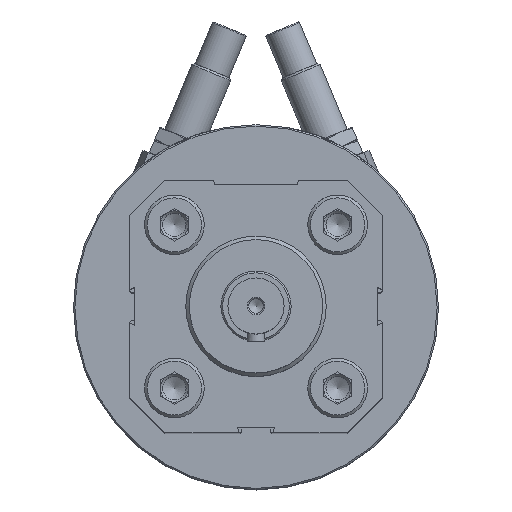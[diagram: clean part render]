
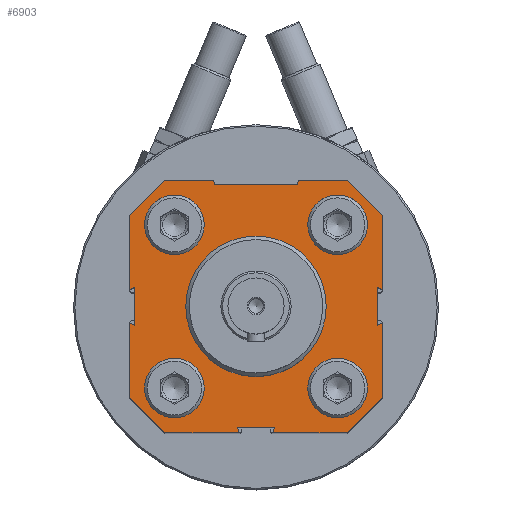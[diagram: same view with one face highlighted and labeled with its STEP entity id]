
A CAD part, top view. The second image highlights one B-rep face of the part: STEP entity #6903.
In plain terms, the highlighted face is planar.
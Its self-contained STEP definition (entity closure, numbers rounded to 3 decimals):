
#354=LINE('',#10575,#909);
#355=LINE('',#10578,#910);
#356=LINE('',#10580,#911);
#357=LINE('',#10582,#912);
#358=LINE('',#10584,#913);
#359=LINE('',#10586,#914);
#360=LINE('',#10588,#915);
#361=LINE('',#10590,#916);
#362=LINE('',#10592,#917);
#363=LINE('',#10594,#918);
#364=LINE('',#10596,#919);
#365=LINE('',#10598,#920);
#366=LINE('',#10600,#921);
#367=LINE('',#10602,#922);
#368=LINE('',#10604,#923);
#369=LINE('',#10606,#924);
#370=LINE('',#10608,#925);
#371=LINE('',#10610,#926);
#372=LINE('',#10612,#927);
#373=LINE('',#10614,#928);
#374=LINE('',#10616,#929);
#375=LINE('',#10618,#930);
#376=LINE('',#10620,#931);
#377=LINE('',#10622,#932);
#909=VECTOR('',#8326,1000.);
#910=VECTOR('',#8327,1000.);
#911=VECTOR('',#8328,1000.);
#912=VECTOR('',#8329,1000.);
#913=VECTOR('',#8330,1000.);
#914=VECTOR('',#8331,1000.);
#915=VECTOR('',#8332,1000.);
#916=VECTOR('',#8333,1000.);
#917=VECTOR('',#8334,1000.);
#918=VECTOR('',#8335,1000.);
#919=VECTOR('',#8336,1000.);
#920=VECTOR('',#8337,1000.);
#921=VECTOR('',#8338,1000.);
#922=VECTOR('',#8339,1000.);
#923=VECTOR('',#8340,1000.);
#924=VECTOR('',#8341,1000.);
#925=VECTOR('',#8342,1000.);
#926=VECTOR('',#8343,1000.);
#927=VECTOR('',#8344,1000.);
#928=VECTOR('',#8345,1000.);
#929=VECTOR('',#8346,1000.);
#930=VECTOR('',#8347,1000.);
#931=VECTOR('',#8348,1000.);
#932=VECTOR('',#8349,1000.);
#1464=ORIENTED_EDGE('',*,*,#3390,.F.);
#1465=ORIENTED_EDGE('',*,*,#3391,.F.);
#1466=ORIENTED_EDGE('',*,*,#3392,.F.);
#1467=ORIENTED_EDGE('',*,*,#3393,.F.);
#1468=ORIENTED_EDGE('',*,*,#3394,.F.);
#1469=ORIENTED_EDGE('',*,*,#3395,.F.);
#1470=ORIENTED_EDGE('',*,*,#3396,.F.);
#1471=ORIENTED_EDGE('',*,*,#3397,.F.);
#1472=ORIENTED_EDGE('',*,*,#3398,.F.);
#1473=ORIENTED_EDGE('',*,*,#3399,.F.);
#1474=ORIENTED_EDGE('',*,*,#3400,.F.);
#1475=ORIENTED_EDGE('',*,*,#3401,.F.);
#1476=ORIENTED_EDGE('',*,*,#3402,.F.);
#1477=ORIENTED_EDGE('',*,*,#3403,.F.);
#1478=ORIENTED_EDGE('',*,*,#3404,.F.);
#1479=ORIENTED_EDGE('',*,*,#3405,.F.);
#1480=ORIENTED_EDGE('',*,*,#3406,.F.);
#1481=ORIENTED_EDGE('',*,*,#3407,.F.);
#1482=ORIENTED_EDGE('',*,*,#3408,.F.);
#1483=ORIENTED_EDGE('',*,*,#3409,.F.);
#1484=ORIENTED_EDGE('',*,*,#3410,.F.);
#1485=ORIENTED_EDGE('',*,*,#3411,.F.);
#1486=ORIENTED_EDGE('',*,*,#3412,.F.);
#1487=ORIENTED_EDGE('',*,*,#3413,.F.);
#1488=ORIENTED_EDGE('',*,*,#3414,.F.);
#1489=ORIENTED_EDGE('',*,*,#3415,.F.);
#1490=ORIENTED_EDGE('',*,*,#3416,.F.);
#1491=ORIENTED_EDGE('',*,*,#3417,.F.);
#1492=ORIENTED_EDGE('',*,*,#3418,.F.);
#3390=EDGE_CURVE('',#4353,#4353,#5037,.T.);
#3391=EDGE_CURVE('',#4354,#4354,#5038,.T.);
#3392=EDGE_CURVE('',#4355,#4355,#5039,.F.);
#3393=EDGE_CURVE('',#4356,#4357,#354,.T.);
#3394=EDGE_CURVE('',#4358,#4356,#355,.T.);
#3395=EDGE_CURVE('',#4359,#4358,#356,.T.);
#3396=EDGE_CURVE('',#4360,#4359,#357,.T.);
#3397=EDGE_CURVE('',#4361,#4360,#358,.T.);
#3398=EDGE_CURVE('',#4362,#4361,#359,.T.);
#3399=EDGE_CURVE('',#4363,#4362,#360,.T.);
#3400=EDGE_CURVE('',#4364,#4363,#361,.T.);
#3401=EDGE_CURVE('',#4365,#4364,#362,.T.);
#3402=EDGE_CURVE('',#4366,#4365,#363,.T.);
#3403=EDGE_CURVE('',#4367,#4366,#364,.T.);
#3404=EDGE_CURVE('',#4368,#4367,#365,.T.);
#3405=EDGE_CURVE('',#4369,#4368,#366,.T.);
#3406=EDGE_CURVE('',#4370,#4369,#367,.T.);
#3407=EDGE_CURVE('',#4371,#4370,#368,.T.);
#3408=EDGE_CURVE('',#4372,#4371,#369,.T.);
#3409=EDGE_CURVE('',#4373,#4372,#370,.T.);
#3410=EDGE_CURVE('',#4374,#4373,#371,.T.);
#3411=EDGE_CURVE('',#4375,#4374,#372,.T.);
#3412=EDGE_CURVE('',#4376,#4375,#373,.T.);
#3413=EDGE_CURVE('',#4377,#4376,#374,.T.);
#3414=EDGE_CURVE('',#4378,#4377,#375,.T.);
#3415=EDGE_CURVE('',#4379,#4378,#376,.T.);
#3416=EDGE_CURVE('',#4357,#4379,#377,.T.);
#3417=EDGE_CURVE('',#4380,#4380,#5040,.T.);
#3418=EDGE_CURVE('',#4381,#4381,#5041,.T.);
#4353=VERTEX_POINT('',#10570);
#4354=VERTEX_POINT('',#10572);
#4355=VERTEX_POINT('',#10574);
#4356=VERTEX_POINT('',#10576);
#4357=VERTEX_POINT('',#10577);
#4358=VERTEX_POINT('',#10579);
#4359=VERTEX_POINT('',#10581);
#4360=VERTEX_POINT('',#10583);
#4361=VERTEX_POINT('',#10585);
#4362=VERTEX_POINT('',#10587);
#4363=VERTEX_POINT('',#10589);
#4364=VERTEX_POINT('',#10591);
#4365=VERTEX_POINT('',#10593);
#4366=VERTEX_POINT('',#10595);
#4367=VERTEX_POINT('',#10597);
#4368=VERTEX_POINT('',#10599);
#4369=VERTEX_POINT('',#10601);
#4370=VERTEX_POINT('',#10603);
#4371=VERTEX_POINT('',#10605);
#4372=VERTEX_POINT('',#10607);
#4373=VERTEX_POINT('',#10609);
#4374=VERTEX_POINT('',#10611);
#4375=VERTEX_POINT('',#10613);
#4376=VERTEX_POINT('',#10615);
#4377=VERTEX_POINT('',#10617);
#4378=VERTEX_POINT('',#10619);
#4379=VERTEX_POINT('',#10621);
#4380=VERTEX_POINT('',#10624);
#4381=VERTEX_POINT('',#10626);
#5037=CIRCLE('',#7470,8.5);
#5038=CIRCLE('',#7471,8.5);
#5039=CIRCLE('',#7472,20.);
#5040=CIRCLE('',#7473,8.5);
#5041=CIRCLE('',#7474,8.5);
#5417=EDGE_LOOP('',(#1464));
#5418=EDGE_LOOP('',(#1465));
#5419=EDGE_LOOP('',(#1466));
#5420=EDGE_LOOP('',(#1467,#1468,#1469,#1470,#1471,#1472,#1473,#1474,#1475,
#1476,#1477,#1478,#1479,#1480,#1481,#1482,#1483,#1484,#1485,#1486,#1487,
#1488,#1489,#1490));
#5421=EDGE_LOOP('',(#1491));
#5422=EDGE_LOOP('',(#1492));
#6038=FACE_BOUND('',#5417,.T.);
#6039=FACE_BOUND('',#5418,.T.);
#6040=FACE_BOUND('',#5419,.T.);
#6041=FACE_BOUND('',#5420,.T.);
#6042=FACE_BOUND('',#5421,.T.);
#6043=FACE_BOUND('',#5422,.T.);
#6667=PLANE('',#7469);
#6903=ADVANCED_FACE('',(#6038,#6039,#6040,#6041,#6042,#6043),#6667,.F.);
#7469=AXIS2_PLACEMENT_3D('',#10568,#8318,#8319);
#7470=AXIS2_PLACEMENT_3D('',#10569,#8320,#8321);
#7471=AXIS2_PLACEMENT_3D('',#10571,#8322,#8323);
#7472=AXIS2_PLACEMENT_3D('',#10573,#8324,#8325);
#7473=AXIS2_PLACEMENT_3D('',#10623,#8350,#8351);
#7474=AXIS2_PLACEMENT_3D('',#10625,#8352,#8353);
#8318=DIRECTION('',(1.,0.,0.));
#8319=DIRECTION('',(0.,0.,-1.));
#8320=DIRECTION('',(-1.,0.,0.));
#8321=DIRECTION('',(0.,0.,1.));
#8322=DIRECTION('',(-1.,0.,0.));
#8323=DIRECTION('',(0.,0.,1.));
#8324=DIRECTION('',(1.,0.,0.));
#8325=DIRECTION('',(0.,0.,-1.));
#8326=DIRECTION('',(0.,-1.,0.));
#8327=DIRECTION('',(0.,0.429,0.903));
#8328=DIRECTION('',(0.,-1.,0.));
#8329=DIRECTION('',(0.,0.429,-0.903));
#8330=DIRECTION('',(0.,-1.,0.));
#8331=DIRECTION('',(0.,-0.707,0.707));
#8332=DIRECTION('',(0.,0.,1.));
#8333=DIRECTION('',(0.,0.996,0.087));
#8334=DIRECTION('',(0.,0.,1.));
#8335=DIRECTION('',(0.,-0.996,0.087));
#8336=DIRECTION('',(0.,0.,1.));
#8337=DIRECTION('',(0.,0.707,0.707));
#8338=DIRECTION('',(0.,1.,0.));
#8339=DIRECTION('',(0.,-0.429,-0.903));
#8340=DIRECTION('',(0.,1.,0.));
#8341=DIRECTION('',(0.,-0.429,0.903));
#8342=DIRECTION('',(0.,1.,0.));
#8343=DIRECTION('',(0.,0.707,-0.707));
#8344=DIRECTION('',(0.,0.,-1.));
#8345=DIRECTION('',(0.,-0.903,0.429));
#8346=DIRECTION('',(0.,0.,-1.));
#8347=DIRECTION('',(0.,0.903,0.429));
#8348=DIRECTION('',(0.,0.,-1.));
#8349=DIRECTION('',(0.,-0.707,-0.707));
#8350=DIRECTION('',(-1.,0.,0.));
#8351=DIRECTION('',(0.,0.,1.));
#8352=DIRECTION('',(-1.,0.,0.));
#8353=DIRECTION('',(0.,0.,1.));
#10568=CARTESIAN_POINT('',(-225.,0.,0.));
#10569=CARTESIAN_POINT('',(-225.,-23.25,23.25));
#10570=CARTESIAN_POINT('',(-225.,-23.25,31.75));
#10571=CARTESIAN_POINT('',(-225.,23.25,-23.25));
#10572=CARTESIAN_POINT('',(-225.,23.25,-14.75));
#10573=CARTESIAN_POINT('',(-225.,0.,0.));
#10574=CARTESIAN_POINT('',(-225.,0.,-20.));
#10575=CARTESIAN_POINT('',(-225.,-4.716,36.));
#10576=CARTESIAN_POINT('',(-225.,-4.716,36.));
#10577=CARTESIAN_POINT('',(-225.,-26.,36.));
#10578=CARTESIAN_POINT('',(-225.,-5.4,34.56));
#10579=CARTESIAN_POINT('',(-225.,-5.4,34.56));
#10580=CARTESIAN_POINT('',(-225.,5.4,34.56));
#10581=CARTESIAN_POINT('',(-225.,5.4,34.56));
#10582=CARTESIAN_POINT('',(-225.,4.716,36.));
#10583=CARTESIAN_POINT('',(-225.,4.716,36.));
#10584=CARTESIAN_POINT('',(-225.,26.,36.));
#10585=CARTESIAN_POINT('',(-225.,26.,36.));
#10586=CARTESIAN_POINT('',(-225.,36.,26.));
#10587=CARTESIAN_POINT('',(-225.,36.,26.));
#10588=CARTESIAN_POINT('',(-225.,36.,12.));
#10589=CARTESIAN_POINT('',(-225.,36.,12.));
#10590=CARTESIAN_POINT('',(-225.,34.704,11.887));
#10591=CARTESIAN_POINT('',(-225.,34.704,11.887));
#10592=CARTESIAN_POINT('',(-225.,34.704,-11.887));
#10593=CARTESIAN_POINT('',(-225.,34.704,-11.887));
#10594=CARTESIAN_POINT('',(-225.,36.,-12.));
#10595=CARTESIAN_POINT('',(-225.,36.,-12.));
#10596=CARTESIAN_POINT('',(-225.,36.,-26.));
#10597=CARTESIAN_POINT('',(-225.,36.,-26.));
#10598=CARTESIAN_POINT('',(-225.,26.,-36.));
#10599=CARTESIAN_POINT('',(-225.,26.,-36.));
#10600=CARTESIAN_POINT('',(-225.,4.716,-36.));
#10601=CARTESIAN_POINT('',(-225.,4.716,-36.));
#10602=CARTESIAN_POINT('',(-225.,5.4,-34.56));
#10603=CARTESIAN_POINT('',(-225.,5.4,-34.56));
#10604=CARTESIAN_POINT('',(-225.,-5.4,-34.56));
#10605=CARTESIAN_POINT('',(-225.,-5.4,-34.56));
#10606=CARTESIAN_POINT('',(-225.,-4.716,-36.));
#10607=CARTESIAN_POINT('',(-225.,-4.716,-36.));
#10608=CARTESIAN_POINT('',(-225.,-26.,-36.));
#10609=CARTESIAN_POINT('',(-225.,-26.,-36.));
#10610=CARTESIAN_POINT('',(-225.,-36.,-26.));
#10611=CARTESIAN_POINT('',(-225.,-36.,-26.));
#10612=CARTESIAN_POINT('',(-225.,-36.,-4.716));
#10613=CARTESIAN_POINT('',(-225.,-36.,-4.716));
#10614=CARTESIAN_POINT('',(-225.,-34.56,-5.4));
#10615=CARTESIAN_POINT('',(-225.,-34.56,-5.4));
#10616=CARTESIAN_POINT('',(-225.,-34.56,5.4));
#10617=CARTESIAN_POINT('',(-225.,-34.56,5.4));
#10618=CARTESIAN_POINT('',(-225.,-36.,4.716));
#10619=CARTESIAN_POINT('',(-225.,-36.,4.716));
#10620=CARTESIAN_POINT('',(-225.,-36.,26.));
#10621=CARTESIAN_POINT('',(-225.,-36.,26.));
#10622=CARTESIAN_POINT('',(-225.,-26.,36.));
#10623=CARTESIAN_POINT('',(-225.,-23.25,-23.25));
#10624=CARTESIAN_POINT('',(-225.,-23.25,-14.75));
#10625=CARTESIAN_POINT('',(-225.,23.25,23.25));
#10626=CARTESIAN_POINT('',(-225.,23.25,31.75));
